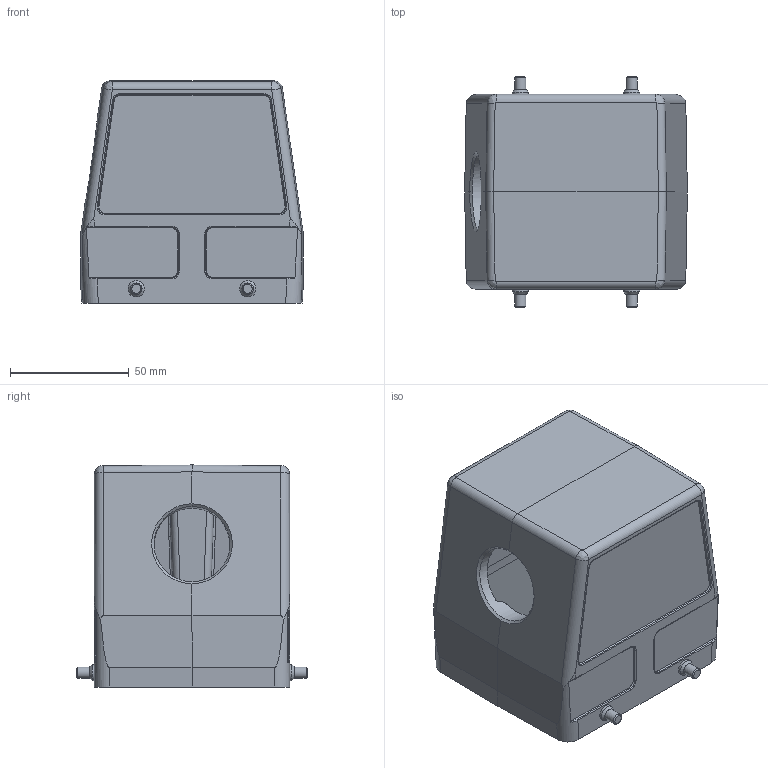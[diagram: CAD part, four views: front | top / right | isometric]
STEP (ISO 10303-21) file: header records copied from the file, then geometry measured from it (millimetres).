
FILE_DESCRIPTION(/* description */ (''),/* implementation_level */ '2;1');
FILE_NAME(/* name */ 'H32B-SE-4B-XXX.stp',/* time_stamp */ '2022-09-04T10:21:14+08:00',/* author */ (''),/* organization */ (''),/* preprocessor_version */ 'ST-DEVELOPER v16',/* originating_system */ 'SIEMENS PLM Software NX 10.0',/* authorisation */ '');
FILE_SCHEMA (('AUTOMOTIVE_DESIGN { 1 0 10303 214 3 1 1 1 }'));
Length unit declared in the file: millimetre
Products named in the file (1): Admi14A87516cpr4
Bounding box: 93.88 x 97.3 x 93.6 mm (x, y, z)
Volume: 161239.8 mm3; surface area: 71479.9 mm2
Topology: 1 solids, 1 shells, 473 faces, 1150 edges, 700 vertices
Faces by surface type: cylinder 209, plane 146, bspline 84, sphere 18, cone 8, extrusion 4, torus 4
Full cylindrical faces by diameter (mm): 2.5 x8, 3 x4, 3.3 x4, 3.5 x8, 4.8 x4, 6.9 x4, 32 x1
Entity records: 15645 total; most frequent: CARTESIAN_POINT 5043, DIRECTION 2265, ORIENTED_EDGE 2144, EDGE_CURVE 1072, AXIS2_PLACEMENT_3D 898, VERTEX_POINT 679, EDGE_LOOP 553, ADVANCED_FACE 473
